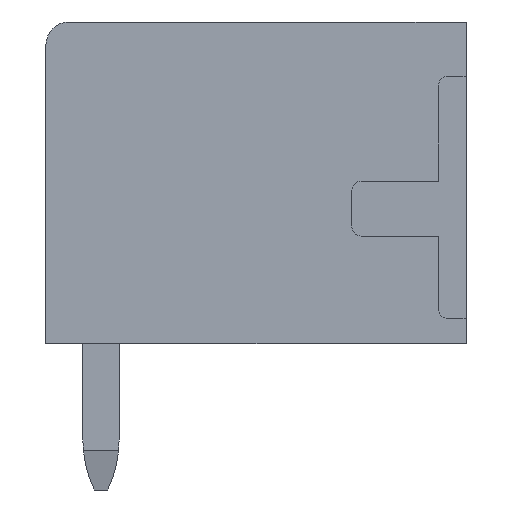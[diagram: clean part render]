
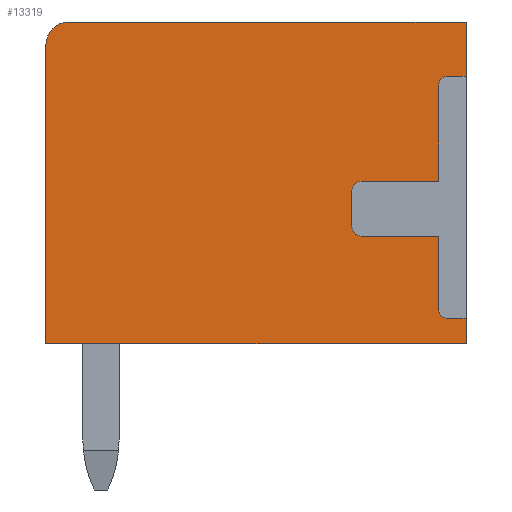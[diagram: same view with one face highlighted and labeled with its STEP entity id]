
A CAD part, left-side view. The second image highlights one B-rep face of the part: STEP entity #13319.
In plain terms, the highlighted planar face has unit normal (-1, 0, 0).
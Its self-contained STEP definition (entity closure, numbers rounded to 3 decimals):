
#13130=AXIS2_PLACEMENT_3D('Circle Axis2P3D',#13128,#13129,$) ;
#13218=AXIS2_PLACEMENT_3D('Plane Axis2P3D',#13215,#13216,#13217) ;
#13234=AXIS2_PLACEMENT_3D('Circle Axis2P3D',#13232,#13233,$) ;
#13255=AXIS2_PLACEMENT_3D('Circle Axis2P3D',#13253,#13254,$) ;
#13269=AXIS2_PLACEMENT_3D('Circle Axis2P3D',#13267,#13268,$) ;
#13290=AXIS2_PLACEMENT_3D('Circle Axis2P3D',#13288,#13289,$) ;
#388=CARTESIAN_POINT('Vertex',(0.3,0.,3.2)) ;
#391=CARTESIAN_POINT('Line Origine',(0.3,4.6,3.2)) ;
#395=CARTESIAN_POINT('Vertex',(0.3,9.2,3.2)) ;
#4043=CARTESIAN_POINT('Line Origine',(0.3,9.2,6.475)) ;
#4047=CARTESIAN_POINT('Vertex',(0.3,9.2,9.75)) ;
#5300=CARTESIAN_POINT('Vertex',(0.3,0.,3.76)) ;
#5305=CARTESIAN_POINT('Line Origine',(0.3,0.,3.48)) ;
#5349=CARTESIAN_POINT('Vertex',(0.3,0.,10.25)) ;
#5352=CARTESIAN_POINT('Line Origine',(0.3,0.,9.655)) ;
#5356=CARTESIAN_POINT('Vertex',(0.3,0.,9.06)) ;
#13128=CARTESIAN_POINT('Axis2P3D Location',(0.3,8.7,9.75)) ;
#13132=CARTESIAN_POINT('Vertex',(0.3,8.7,10.25)) ;
#13215=CARTESIAN_POINT('Axis2P3D Location',(0.3,0.,0.)) ;
#13220=CARTESIAN_POINT('Line Origine',(0.3,4.35,10.25)) ;
#13225=CARTESIAN_POINT('Line Origine',(0.3,0.2,3.76)) ;
#13229=CARTESIAN_POINT('Vertex',(0.3,0.4,3.76)) ;
#13232=CARTESIAN_POINT('Axis2P3D Location',(0.3,0.4,3.96)) ;
#13236=CARTESIAN_POINT('Vertex',(0.3,0.6,3.96)) ;
#13239=CARTESIAN_POINT('Line Origine',(0.3,0.6,4.76)) ;
#13243=CARTESIAN_POINT('Vertex',(0.3,0.6,5.56)) ;
#13246=CARTESIAN_POINT('Line Origine',(0.3,1.45,5.56)) ;
#13250=CARTESIAN_POINT('Vertex',(0.3,2.3,5.56)) ;
#13253=CARTESIAN_POINT('Axis2P3D Location',(0.3,2.3,5.76)) ;
#13257=CARTESIAN_POINT('Vertex',(0.3,2.5,5.76)) ;
#13260=CARTESIAN_POINT('Line Origine',(0.3,2.5,6.16)) ;
#13264=CARTESIAN_POINT('Vertex',(0.3,2.5,6.56)) ;
#13267=CARTESIAN_POINT('Axis2P3D Location',(0.3,2.3,6.56)) ;
#13271=CARTESIAN_POINT('Vertex',(0.3,2.3,6.76)) ;
#13274=CARTESIAN_POINT('Line Origine',(0.3,1.45,6.76)) ;
#13278=CARTESIAN_POINT('Vertex',(0.3,0.6,6.76)) ;
#13281=CARTESIAN_POINT('Line Origine',(0.3,0.6,7.81)) ;
#13285=CARTESIAN_POINT('Vertex',(0.3,0.6,8.86)) ;
#13288=CARTESIAN_POINT('Axis2P3D Location',(0.3,0.4,8.86)) ;
#13292=CARTESIAN_POINT('Vertex',(0.3,0.4,9.06)) ;
#13295=CARTESIAN_POINT('Line Origine',(0.3,0.2,9.06)) ;
#392=DIRECTION('Vector Direction',(0.,1.,0.)) ;
#4044=DIRECTION('Vector Direction',(0.,0.,1.)) ;
#5306=DIRECTION('Vector Direction',(0.,0.,-1.)) ;
#5353=DIRECTION('Vector Direction',(0.,0.,-1.)) ;
#13129=DIRECTION('Axis2P3D Direction',(-1.,0.,0.)) ;
#13216=DIRECTION('Axis2P3D Direction',(-1.,0.,0.)) ;
#13217=DIRECTION('Axis2P3D XDirection',(0.,-1.,0.)) ;
#13221=DIRECTION('Vector Direction',(0.,-1.,0.)) ;
#13226=DIRECTION('Vector Direction',(0.,1.,0.)) ;
#13233=DIRECTION('Axis2P3D Direction',(-1.,0.,0.)) ;
#13240=DIRECTION('Vector Direction',(0.,0.,1.)) ;
#13247=DIRECTION('Vector Direction',(0.,1.,0.)) ;
#13254=DIRECTION('Axis2P3D Direction',(-1.,0.,0.)) ;
#13261=DIRECTION('Vector Direction',(0.,0.,1.)) ;
#13268=DIRECTION('Axis2P3D Direction',(-1.,0.,0.)) ;
#13275=DIRECTION('Vector Direction',(0.,-1.,0.)) ;
#13282=DIRECTION('Vector Direction',(0.,0.,1.)) ;
#13289=DIRECTION('Axis2P3D Direction',(-1.,0.,0.)) ;
#13296=DIRECTION('Vector Direction',(0.,-1.,0.)) ;
#393=VECTOR('Line Direction',#392,1.) ;
#4045=VECTOR('Line Direction',#4044,1.) ;
#5307=VECTOR('Line Direction',#5306,1.) ;
#5354=VECTOR('Line Direction',#5353,1.) ;
#13222=VECTOR('Line Direction',#13221,1.) ;
#13227=VECTOR('Line Direction',#13226,1.) ;
#13241=VECTOR('Line Direction',#13240,1.) ;
#13248=VECTOR('Line Direction',#13247,1.) ;
#13262=VECTOR('Line Direction',#13261,1.) ;
#13276=VECTOR('Line Direction',#13275,1.) ;
#13283=VECTOR('Line Direction',#13282,1.) ;
#13297=VECTOR('Line Direction',#13296,1.) ;
#13301=ORIENTED_EDGE('',*,*,#5358,.T.) ;
#13302=ORIENTED_EDGE('',*,*,#13224,.T.) ;
#13303=ORIENTED_EDGE('',*,*,#13134,.T.) ;
#13304=ORIENTED_EDGE('',*,*,#4049,.T.) ;
#13305=ORIENTED_EDGE('',*,*,#397,.T.) ;
#13306=ORIENTED_EDGE('',*,*,#5309,.T.) ;
#13307=ORIENTED_EDGE('',*,*,#13231,.F.) ;
#13308=ORIENTED_EDGE('',*,*,#13238,.F.) ;
#13309=ORIENTED_EDGE('',*,*,#13245,.F.) ;
#13310=ORIENTED_EDGE('',*,*,#13252,.F.) ;
#13311=ORIENTED_EDGE('',*,*,#13259,.F.) ;
#13312=ORIENTED_EDGE('',*,*,#13266,.F.) ;
#13313=ORIENTED_EDGE('',*,*,#13273,.F.) ;
#13314=ORIENTED_EDGE('',*,*,#13280,.F.) ;
#13315=ORIENTED_EDGE('',*,*,#13287,.F.) ;
#13316=ORIENTED_EDGE('',*,*,#13294,.F.) ;
#13317=ORIENTED_EDGE('',*,*,#13299,.F.) ;
#13319=ADVANCED_FACE('HOUSING',(#13318),#13219,.T.) ;
#13131=CIRCLE('generated circle',#13130,0.5) ;
#13235=CIRCLE('generated circle',#13234,0.2) ;
#13256=CIRCLE('generated circle',#13255,0.2) ;
#13270=CIRCLE('generated circle',#13269,0.2) ;
#13291=CIRCLE('generated circle',#13290,0.2) ;
#397=EDGE_CURVE('',#396,#389,#394,.F.) ;
#4049=EDGE_CURVE('',#4048,#396,#4046,.F.) ;
#5309=EDGE_CURVE('',#389,#5301,#5308,.F.) ;
#5358=EDGE_CURVE('',#5357,#5350,#5355,.F.) ;
#13134=EDGE_CURVE('',#13133,#4048,#13131,.T.) ;
#13224=EDGE_CURVE('',#5350,#13133,#13223,.F.) ;
#13231=EDGE_CURVE('',#13230,#5301,#13228,.F.) ;
#13238=EDGE_CURVE('',#13237,#13230,#13235,.T.) ;
#13245=EDGE_CURVE('',#13244,#13237,#13242,.F.) ;
#13252=EDGE_CURVE('',#13251,#13244,#13249,.F.) ;
#13259=EDGE_CURVE('',#13258,#13251,#13256,.T.) ;
#13266=EDGE_CURVE('',#13265,#13258,#13263,.F.) ;
#13273=EDGE_CURVE('',#13272,#13265,#13270,.T.) ;
#13280=EDGE_CURVE('',#13279,#13272,#13277,.F.) ;
#13287=EDGE_CURVE('',#13286,#13279,#13284,.F.) ;
#13294=EDGE_CURVE('',#13293,#13286,#13291,.T.) ;
#13299=EDGE_CURVE('',#5357,#13293,#13298,.F.) ;
#13300=EDGE_LOOP('',(#13301,#13302,#13303,#13304,#13305,#13306,#13307,#13308,#13309,#13310,#13311,#13312,#13313,#13314,#13315,#13316,#13317)) ;
#13318=FACE_OUTER_BOUND('',#13300,.T.) ;
#394=LINE('Line',#391,#393) ;
#4046=LINE('Line',#4043,#4045) ;
#5308=LINE('Line',#5305,#5307) ;
#5355=LINE('Line',#5352,#5354) ;
#13223=LINE('Line',#13220,#13222) ;
#13228=LINE('Line',#13225,#13227) ;
#13242=LINE('Line',#13239,#13241) ;
#13249=LINE('Line',#13246,#13248) ;
#13263=LINE('Line',#13260,#13262) ;
#13277=LINE('Line',#13274,#13276) ;
#13284=LINE('Line',#13281,#13283) ;
#13298=LINE('Line',#13295,#13297) ;
#13219=PLANE('',#13218) ;
#389=VERTEX_POINT('',#388) ;
#396=VERTEX_POINT('',#395) ;
#4048=VERTEX_POINT('',#4047) ;
#5301=VERTEX_POINT('',#5300) ;
#5350=VERTEX_POINT('',#5349) ;
#5357=VERTEX_POINT('',#5356) ;
#13133=VERTEX_POINT('',#13132) ;
#13230=VERTEX_POINT('',#13229) ;
#13237=VERTEX_POINT('',#13236) ;
#13244=VERTEX_POINT('',#13243) ;
#13251=VERTEX_POINT('',#13250) ;
#13258=VERTEX_POINT('',#13257) ;
#13265=VERTEX_POINT('',#13264) ;
#13272=VERTEX_POINT('',#13271) ;
#13279=VERTEX_POINT('',#13278) ;
#13286=VERTEX_POINT('',#13285) ;
#13293=VERTEX_POINT('',#13292) ;
